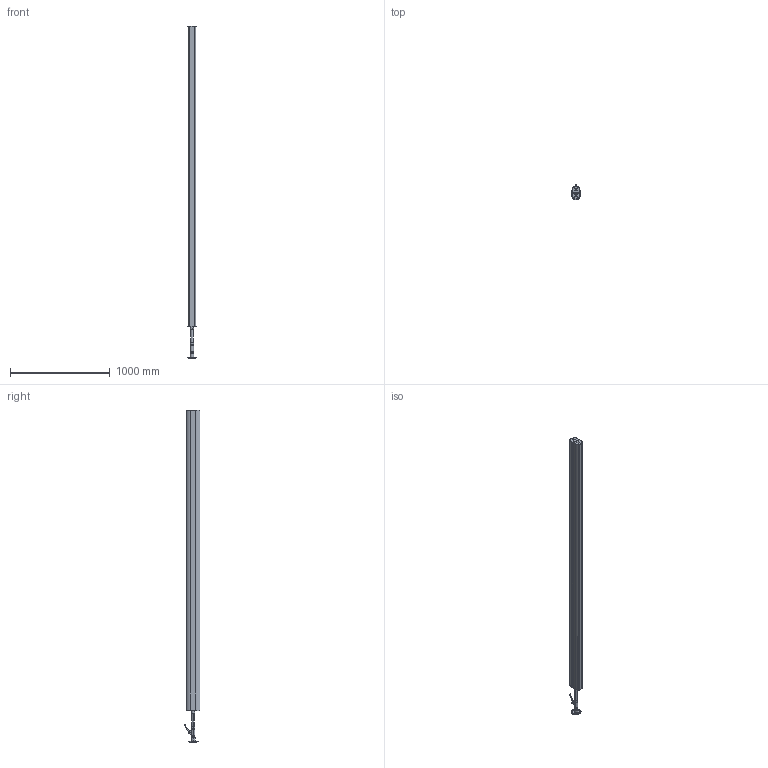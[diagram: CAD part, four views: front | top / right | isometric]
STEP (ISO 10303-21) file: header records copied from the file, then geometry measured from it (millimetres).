
FILE_DESCRIPTION (( 'STEP AP214' ), '1' );
FILE_NAME ('6289970.stp', '2016-06-29T12:30:16', ( '' ), ( '' ), 'SwSTEP 2.0', 'SolidWorks 2014', '' );
FILE_SCHEMA (( 'AUTOMOTIVE_DESIGN' ));
Length unit declared in the file: millimetre
Products named in the file (17): 076860_Standard; 6289970; 028059_L=3000; 032903_Standard; 026468_L=3006; 031168_L=3006; 032904_Standard; 032905T1_Standard; 032905_Standard; 076842_Bohrung hinzu; 076843_bohrungen hinzu; 076844_Bohrung hinzu; 076845_Bohrung hinzu; 076846_Bohrung hinzu; 076847_Standard; 076849_Standard; 076850_Standard
Assembly tree (17 placements, depth 3):
  6289970
    028059_L=3000
    032903_Standard
    031168_L=3006  x2
      026468_L=3006
    032904_Standard
    032905_Standard
      032905T1_Standard
    076860_Standard
      076842_Bohrung hinzu
      076843_bohrungen hinzu
      076844_Bohrung hinzu
      076845_Bohrung hinzu
      076846_Bohrung hinzu
      076847_Standard
      076849_Standard
      076850_Standard
Bounding box: 99.68 x 154.83 x 3322.88 mm (x, y, z)
Volume: 3880903.9 mm3; surface area: 3935221.7 mm2
Topology: 15 solids, 15 shells, 333 faces, 874 edges, 580 vertices
Faces by surface type: plane 174, cylinder 155, cone 4
Entity records: 10493 total; most frequent: DIRECTION 1790, CARTESIAN_POINT 1712, ORIENTED_EDGE 1640, EDGE_CURVE 820, AXIS2_PLACEMENT_3D 638, VERTEX_POINT 544, VECTOR 514, LINE 514
